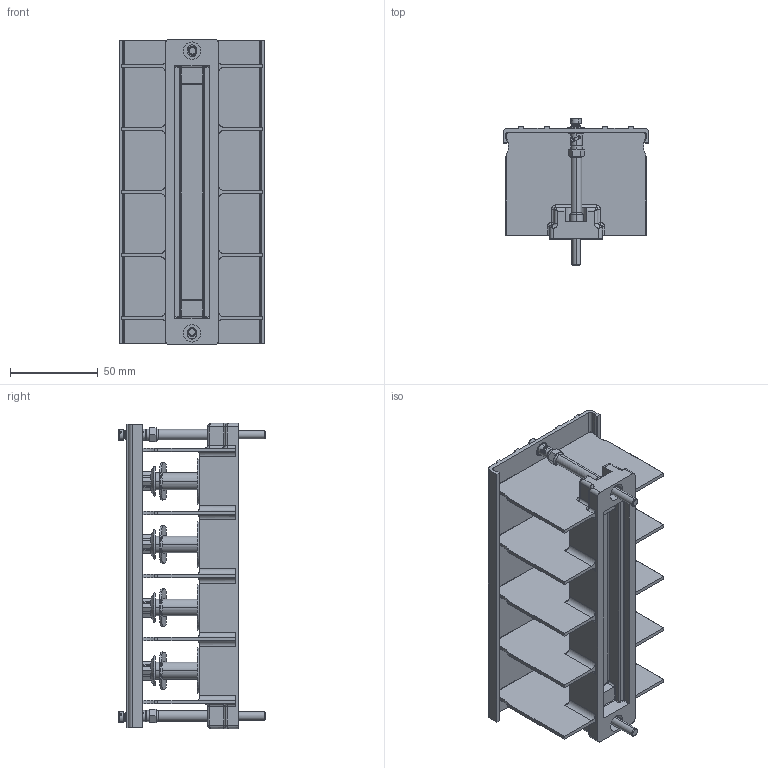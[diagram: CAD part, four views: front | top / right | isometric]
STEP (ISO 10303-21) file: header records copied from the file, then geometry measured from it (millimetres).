
FILE_DESCRIPTION((''),'2;1');
FILE_NAME('32428041000','2019-09-24T',('presta_be4'),(''),'PRO/ENGINEER BY PARAMETRIC TECHNOLOGY CORPORATION, 2014310','PRO/ENGINEER BY PARAMETRIC TECHNOLOGY CORPORATION, 2014310','');
FILE_SCHEMA(('CONFIG_CONTROL_DESIGN'));
Products named in the file (1): 32428041000
Bounding box: 83.2 x 83.61 x 174.2 mm (x, y, z)
Volume: 181461.5 mm3; surface area: 111318.4 mm2
Topology: 5 solids, 6 shells, 1185 faces, 3133 edges, 1958 vertices
Faces by surface type: cylinder 467, plane 368, cone 158, torus 126, bspline 66
Entity records: 79409 total; most frequent: CARTESIAN_POINT 51150, ORIENTED_EDGE 6246, DIRECTION 5523, EDGE_CURVE 3123, AXIS2_PLACEMENT_3D 2129, VERTEX_POINT 1958, VECTOR 1265, LINE 1265
